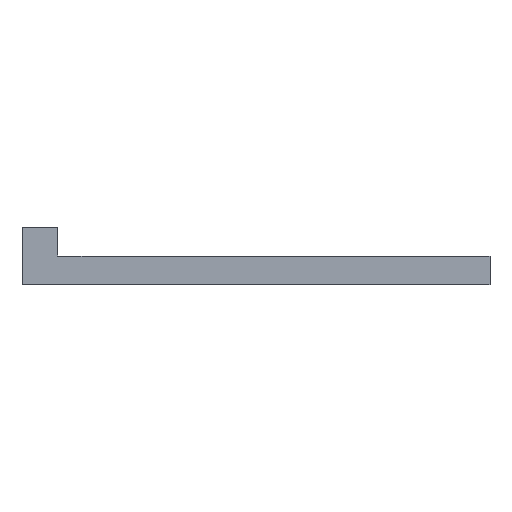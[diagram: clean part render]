
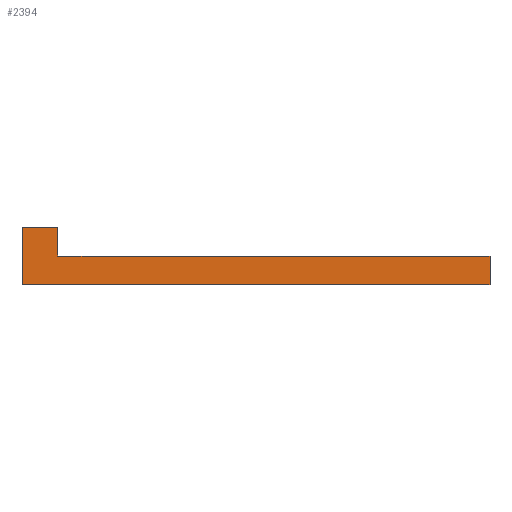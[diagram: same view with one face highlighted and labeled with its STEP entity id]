
A CAD part, front view. The second image highlights one B-rep face of the part: STEP entity #2394.
In plain terms, the highlighted planar face has unit normal (0, -1, 0).
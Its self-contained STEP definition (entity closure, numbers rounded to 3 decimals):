
#225=CARTESIAN_POINT('',(-290.,1206.5,480.));
#226=VERTEX_POINT('',#225);
#233=CARTESIAN_POINT('',(-354.989,1206.5,480.));
#234=VERTEX_POINT('',#233);
#235=CARTESIAN_POINT('',(-290.,1206.5,480.));
#236=DIRECTION('',(-1.,-0.,0.));
#237=VECTOR('',#236,64.989);
#238=LINE('',#235,#237);
#239=EDGE_CURVE('',#226,#234,#238,.T.);
#1926=CARTESIAN_POINT('',(-350.,1206.5,484.));
#1927=VERTEX_POINT('',#1926);
#1934=CARTESIAN_POINT('',(-311.,1206.5,484.));
#1935=VERTEX_POINT('',#1934);
#1936=CARTESIAN_POINT('',(-350.,1206.5,484.));
#1937=DIRECTION('',(1.,0.,-0.));
#1938=VECTOR('',#1937,39.);
#1939=LINE('',#1936,#1938);
#1940=EDGE_CURVE('',#1927,#1935,#1939,.T.);
#1942=CARTESIAN_POINT('',(-290.,1206.5,484.));
#1943=VERTEX_POINT('',#1942);
#1944=CARTESIAN_POINT('',(-311.,1206.5,484.));
#1945=DIRECTION('',(1.,0.,-0.));
#1946=VECTOR('',#1945,21.);
#1947=LINE('',#1944,#1946);
#1948=EDGE_CURVE('',#1935,#1943,#1947,.T.);
#2242=CARTESIAN_POINT('',(-350.,1206.5,488.));
#2243=VERTEX_POINT('',#2242);
#2250=CARTESIAN_POINT('',(-350.,1206.5,488.));
#2251=DIRECTION('',(0.,0.,-1.));
#2252=VECTOR('',#2251,4.);
#2253=LINE('',#2250,#2252);
#2254=EDGE_CURVE('',#2243,#1927,#2253,.T.);
#2290=CARTESIAN_POINT('',(-354.989,1206.5,488.));
#2291=VERTEX_POINT('',#2290);
#2298=CARTESIAN_POINT('',(-350.,1206.5,488.));
#2299=DIRECTION('',(-1.,0.,0.));
#2300=VECTOR('',#2299,4.989);
#2301=LINE('',#2298,#2300);
#2302=EDGE_CURVE('',#2243,#2291,#2301,.T.);
#2370=CARTESIAN_POINT('',(-352.495,1206.5,488.));
#2371=DIRECTION('',(0.,-1.,0.));
#2372=DIRECTION('',(-1.,0.,0.));
#2373=AXIS2_PLACEMENT_3D('',#2370,#2371,#2372);
#2374=PLANE('',#2373);
#2375=ORIENTED_EDGE('',*,*,#1940,.F.);
#2376=ORIENTED_EDGE('',*,*,#2254,.F.);
#2377=ORIENTED_EDGE('',*,*,#2302,.T.);
#2378=CARTESIAN_POINT('',(-354.989,1206.5,488.));
#2379=DIRECTION('',(0.,0.,-1.));
#2380=VECTOR('',#2379,8.);
#2381=LINE('',#2378,#2380);
#2382=EDGE_CURVE('',#2291,#234,#2381,.T.);
#2383=ORIENTED_EDGE('',*,*,#2382,.T.);
#2384=ORIENTED_EDGE('',*,*,#239,.F.);
#2385=CARTESIAN_POINT('',(-290.,1206.5,484.));
#2386=DIRECTION('',(0.,0.,-1.));
#2387=VECTOR('',#2386,4.);
#2388=LINE('',#2385,#2387);
#2389=EDGE_CURVE('',#1943,#226,#2388,.T.);
#2390=ORIENTED_EDGE('',*,*,#2389,.F.);
#2391=ORIENTED_EDGE('',*,*,#1948,.F.);
#2392=EDGE_LOOP('',(#2375,#2376,#2377,#2383,#2384,#2390,#2391));
#2393=FACE_BOUND('',#2392,.T.);
#2394=ADVANCED_FACE('',(#2393),#2374,.T.);
